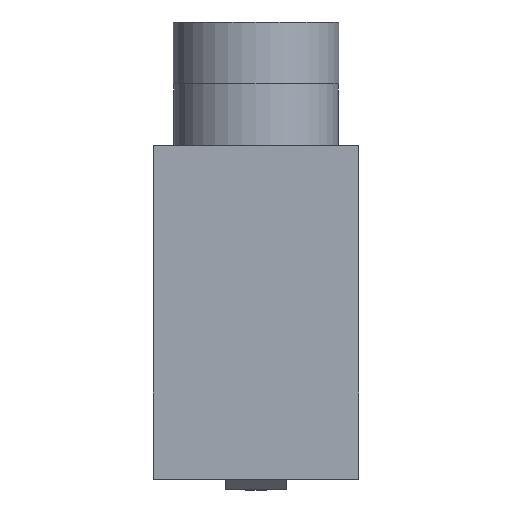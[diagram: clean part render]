
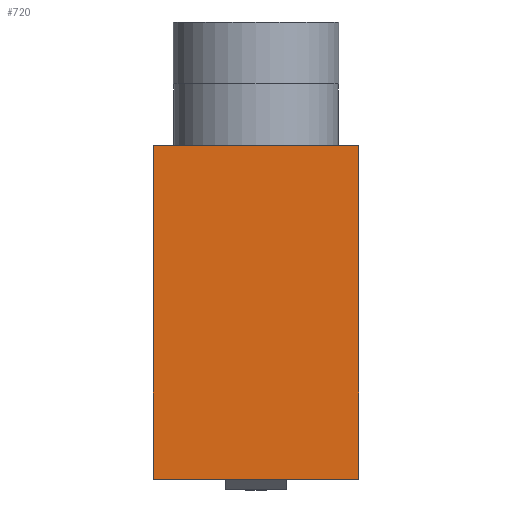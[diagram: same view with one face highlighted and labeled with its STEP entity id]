
A CAD part, top view. The second image highlights one B-rep face of the part: STEP entity #720.
In plain terms, the highlighted planar face has unit normal (0, 0, 1).
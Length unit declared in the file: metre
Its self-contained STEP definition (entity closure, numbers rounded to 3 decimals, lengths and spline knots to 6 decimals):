
#69=ORIENTED_EDGE('',*,*,#253,.F.);
#70=ORIENTED_EDGE('',*,*,#257,.T.);
#71=ORIENTED_EDGE('',*,*,#260,.T.);
#72=ORIENTED_EDGE('',*,*,#263,.T.);
#73=ORIENTED_EDGE('',*,*,#246,.T.);
#74=ORIENTED_EDGE('',*,*,#262,.F.);
#246=EDGE_CURVE('',#345,#346,#413,.T.);
#253=EDGE_CURVE('',#352,#353,#419,.T.);
#257=EDGE_CURVE('',#352,#355,#423,.T.);
#260=EDGE_CURVE('',#355,#357,#426,.T.);
#262=EDGE_CURVE('',#353,#346,#428,.T.);
#263=EDGE_CURVE('',#357,#345,#429,.T.);
#345=VERTEX_POINT('',#1117);
#346=VERTEX_POINT('',#1118);
#352=VERTEX_POINT('',#1131);
#353=VERTEX_POINT('',#1133);
#355=VERTEX_POINT('',#1139);
#357=VERTEX_POINT('',#1145);
#413=LINE('',#1116,#488);
#419=LINE('',#1132,#494);
#423=LINE('',#1140,#498);
#426=LINE('',#1146,#501);
#428=LINE('',#1149,#503);
#429=LINE('',#1151,#504);
#488=VECTOR('',#905,1.);
#494=VECTOR('',#915,1.);
#498=VECTOR('',#921,1.);
#501=VECTOR('',#926,1.);
#503=VECTOR('',#930,1.);
#504=VECTOR('',#933,1.);
#569=EDGE_LOOP('',(#69,#70,#71,#72,#73,#74));
#624=FACE_BOUND('',#569,.T.);
#678=PLANE('',#839);
#720=ADVANCED_FACE('',(#624),#678,.T.);
#839=AXIS2_PLACEMENT_3D('',#1150,#931,#932);
#905=DIRECTION('',(1.,0.,0.));
#915=DIRECTION('',(1.,0.,0.));
#921=DIRECTION('',(0.,-1.,0.));
#926=DIRECTION('',(1.,0.,0.));
#930=DIRECTION('',(0.,-1.,0.));
#931=DIRECTION('',(0.,0.,1.));
#932=DIRECTION('',(1.,0.,0.));
#933=DIRECTION('',(1.,0.,0.));
#1116=CARTESIAN_POINT('',(0.,-0.0081,0.005));
#1117=CARTESIAN_POINT('',(0.00075,-0.0081,0.005));
#1118=CARTESIAN_POINT('',(0.0025,-0.0081,0.005));
#1131=CARTESIAN_POINT('',(-0.0025,0.,0.005));
#1132=CARTESIAN_POINT('',(0.,0.,0.005));
#1133=CARTESIAN_POINT('',(0.0025,0.,0.005));
#1139=CARTESIAN_POINT('',(-0.0025,-0.0081,0.005));
#1140=CARTESIAN_POINT('',(-0.0025,-0.00405,0.005));
#1145=CARTESIAN_POINT('',(-0.00075,-0.0081,0.005));
#1146=CARTESIAN_POINT('',(0.,-0.0081,0.005));
#1149=CARTESIAN_POINT('',(0.0025,-0.00405,0.005));
#1150=CARTESIAN_POINT('',(0.,-0.00405,0.005));
#1151=CARTESIAN_POINT('',(0.,-0.0081,0.005));
